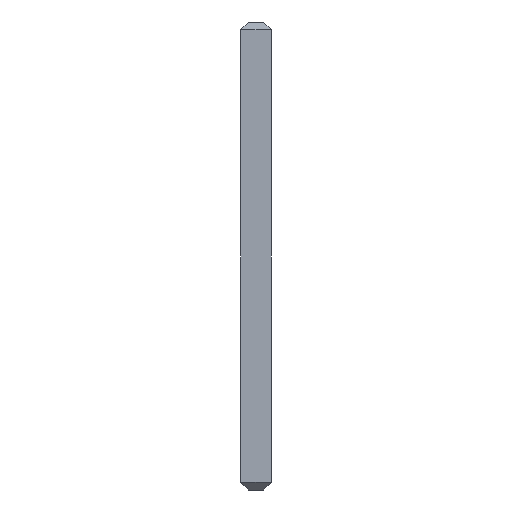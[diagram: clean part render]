
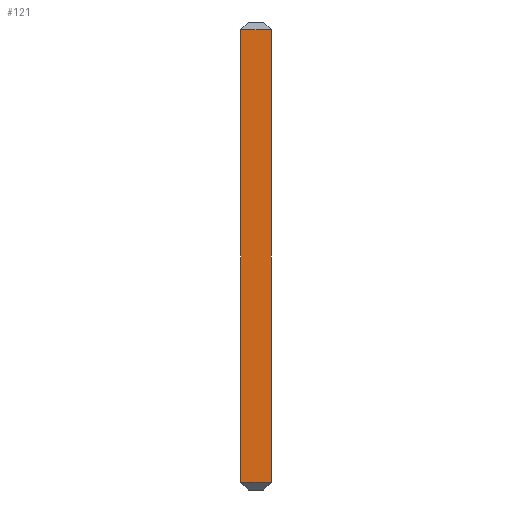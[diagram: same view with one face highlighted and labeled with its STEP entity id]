
A CAD part, front view. The second image highlights one B-rep face of the part: STEP entity #121.
In plain terms, the highlighted planar face has unit normal (0, -1, 0).
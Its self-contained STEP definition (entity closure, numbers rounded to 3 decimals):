
#85 = EDGE_CURVE('',#86,#88,#90,.T.);
#86 = VERTEX_POINT('',#87);
#87 = CARTESIAN_POINT('',(-0.2,-35.76,-1.9));
#88 = VERTEX_POINT('',#89);
#89 = CARTESIAN_POINT('',(-0.2,-35.76,4.));
#90 = LINE('',#91,#92);
#91 = CARTESIAN_POINT('',(-0.2,-35.76,-2.));
#92 = VECTOR('',#93,1.);
#93 = DIRECTION('',(0.,0.,1.));
#121 = ADVANCED_FACE('',(#122),#147,.F.);
#122 = FACE_BOUND('',#123,.F.);
#123 = EDGE_LOOP('',(#124,#134,#140,#141));
#124 = ORIENTED_EDGE('',*,*,#125,.F.);
#125 = EDGE_CURVE('',#126,#128,#130,.T.);
#126 = VERTEX_POINT('',#127);
#127 = CARTESIAN_POINT('',(0.2,-35.76,-1.9));
#128 = VERTEX_POINT('',#129);
#129 = CARTESIAN_POINT('',(0.2,-35.76,4.));
#130 = LINE('',#131,#132);
#131 = CARTESIAN_POINT('',(0.2,-35.76,-2.));
#132 = VECTOR('',#133,1.);
#133 = DIRECTION('',(0.,0.,1.));
#134 = ORIENTED_EDGE('',*,*,#135,.F.);
#135 = EDGE_CURVE('',#86,#126,#136,.T.);
#136 = LINE('',#137,#138);
#137 = CARTESIAN_POINT('',(-0.2,-35.76,-1.9));
#138 = VECTOR('',#139,1.);
#139 = DIRECTION('',(1.,0.,0.));
#140 = ORIENTED_EDGE('',*,*,#85,.T.);
#141 = ORIENTED_EDGE('',*,*,#142,.T.);
#142 = EDGE_CURVE('',#88,#128,#143,.T.);
#143 = LINE('',#144,#145);
#144 = CARTESIAN_POINT('',(-0.2,-35.76,4.));
#145 = VECTOR('',#146,1.);
#146 = DIRECTION('',(1.,0.,0.));
#147 = PLANE('',#148);
#148 = AXIS2_PLACEMENT_3D('',#149,#150,#151);
#149 = CARTESIAN_POINT('',(-0.2,-35.76,-2.));
#150 = DIRECTION('',(0.,1.,0.));
#151 = DIRECTION('',(0.,0.,1.));
